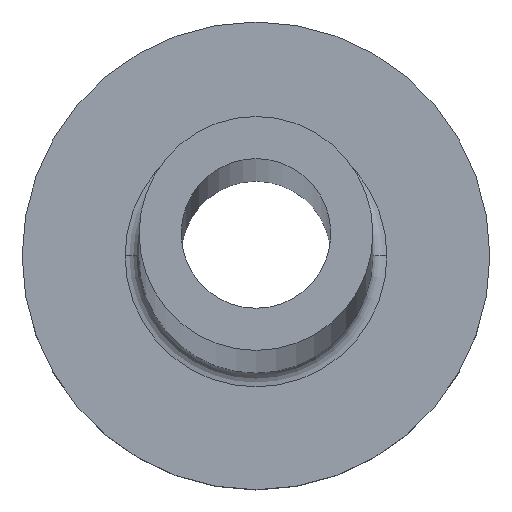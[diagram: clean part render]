
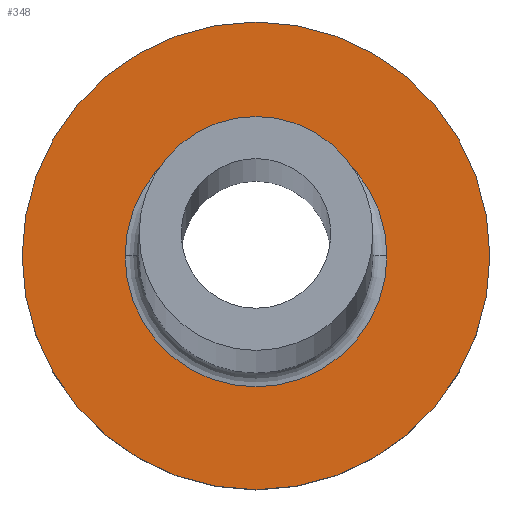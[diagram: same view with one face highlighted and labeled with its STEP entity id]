
A CAD part, top view. The second image highlights one B-rep face of the part: STEP entity #348.
In plain terms, the highlighted planar face has unit normal (0, 0, 1).
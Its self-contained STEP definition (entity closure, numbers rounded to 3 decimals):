
#3 = AXIS2_PLACEMENT_3D ( 'NONE', #166, #82, #314 ) ;
#14 = AXIS2_PLACEMENT_3D ( 'NONE', #102, #121, #209 ) ;
#26 = FACE_BOUND ( 'NONE', #127, .T. ) ;
#28 = ORIENTED_EDGE ( 'NONE', *, *, #159, .T. ) ;
#39 = DIRECTION ( 'NONE',  ( 0., 0., -1. ) ) ;
#53 = ORIENTED_EDGE ( 'NONE', *, *, #324, .T. ) ;
#63 = VERTEX_POINT ( 'NONE', #279 ) ;
#64 = CARTESIAN_POINT ( 'NONE',  ( 2.8, 0., 3. ) ) ;
#79 = VERTEX_POINT ( 'NONE', #64 ) ;
#82 = DIRECTION ( 'NONE',  ( 0., 0., 1. ) ) ;
#102 = CARTESIAN_POINT ( 'NONE',  ( 0., 0., 3. ) ) ;
#105 = ORIENTED_EDGE ( 'NONE', *, *, #331, .T. ) ;
#106 = CIRCLE ( 'NONE', #129, 2.8 ) ;
#121 = DIRECTION ( 'NONE',  ( 0., 0., 1. ) ) ;
#127 = EDGE_LOOP ( 'NONE', ( #105, #185 ) ) ;
#129 = AXIS2_PLACEMENT_3D ( 'NONE', #356, #190, #244 ) ;
#131 = CARTESIAN_POINT ( 'NONE',  ( 0., 0., 3. ) ) ;
#147 = EDGE_CURVE ( 'NONE', #213, #79, #369, .T. ) ;
#148 = AXIS2_PLACEMENT_3D ( 'NONE', #131, #379, #224 ) ;
#149 = CARTESIAN_POINT ( 'NONE',  ( 5., 0., 3. ) ) ;
#159 = EDGE_CURVE ( 'NONE', #243, #63, #303, .T. ) ;
#160 = PLANE ( 'NONE',  #3 ) ;
#166 = CARTESIAN_POINT ( 'NONE',  ( 0., 0., 3. ) ) ;
#179 = CARTESIAN_POINT ( 'NONE',  ( -2.8, 0., 3. ) ) ;
#185 = ORIENTED_EDGE ( 'NONE', *, *, #147, .T. ) ;
#190 = DIRECTION ( 'NONE',  ( 0., 0., -1. ) ) ;
#203 = CARTESIAN_POINT ( 'NONE',  ( 0., 0., 3. ) ) ;
#204 = AXIS2_PLACEMENT_3D ( 'NONE', #203, #39, #328 ) ;
#209 = DIRECTION ( 'NONE',  ( 1., 0., 0. ) ) ;
#213 = VERTEX_POINT ( 'NONE', #179 ) ;
#224 = DIRECTION ( 'NONE',  ( 1., 0., 0. ) ) ;
#240 = CIRCLE ( 'NONE', #148, 5. ) ;
#243 = VERTEX_POINT ( 'NONE', #149 ) ;
#244 = DIRECTION ( 'NONE',  ( 1., 0., 0. ) ) ;
#275 = EDGE_LOOP ( 'NONE', ( #53, #28 ) ) ;
#279 = CARTESIAN_POINT ( 'NONE',  ( -5., 0., 3. ) ) ;
#303 = CIRCLE ( 'NONE', #14, 5. ) ;
#308 = FACE_OUTER_BOUND ( 'NONE', #275, .T. ) ;
#314 = DIRECTION ( 'NONE',  ( 1., 0., 0. ) ) ;
#324 = EDGE_CURVE ( 'NONE', #63, #243, #240, .T. ) ;
#328 = DIRECTION ( 'NONE',  ( 1., 0., 0. ) ) ;
#331 = EDGE_CURVE ( 'NONE', #79, #213, #106, .T. ) ;
#348 = ADVANCED_FACE ( 'NONE', ( #26, #308 ), #160, .T. ) ;
#356 = CARTESIAN_POINT ( 'NONE',  ( 0., 0., 3. ) ) ;
#369 = CIRCLE ( 'NONE', #204, 2.8 ) ;
#379 = DIRECTION ( 'NONE',  ( 0., 0., 1. ) ) ;
